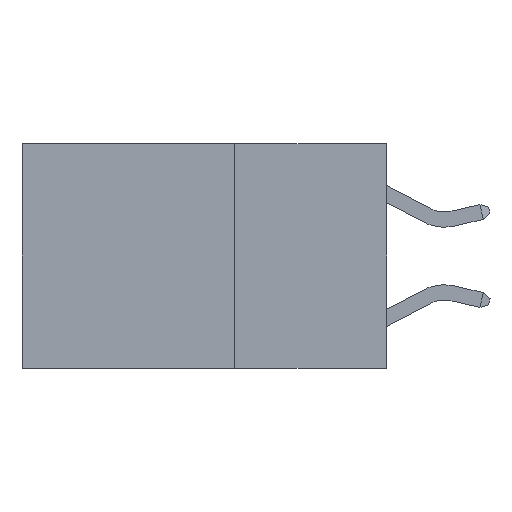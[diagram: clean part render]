
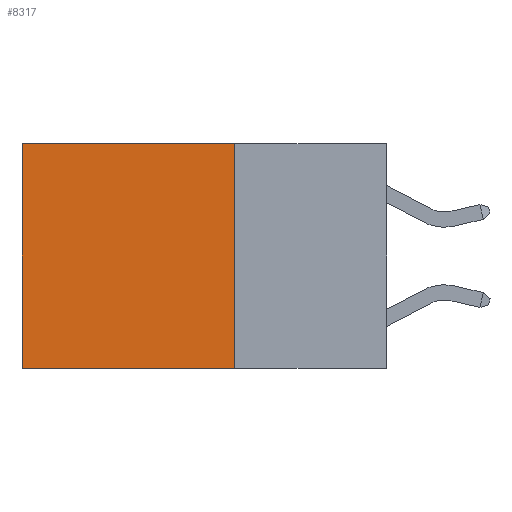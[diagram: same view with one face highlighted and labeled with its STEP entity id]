
A CAD part, left-side view. The second image highlights one B-rep face of the part: STEP entity #8317.
In plain terms, the highlighted planar face has unit normal (-1, 0, 0).
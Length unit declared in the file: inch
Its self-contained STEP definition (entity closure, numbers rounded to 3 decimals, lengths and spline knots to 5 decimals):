
#1036 = CARTESIAN_POINT ( 'NONE',  ( 0.2625, 0.25, -0.37 ) ) ;
#1589 = CARTESIAN_POINT ( 'NONE',  ( 0.2625, 0.6, 0. ) ) ;
#1697 = CARTESIAN_POINT ( 'NONE',  ( 0.2625, 0.6, -0.37 ) ) ;
#2632 = ORIENTED_EDGE ( 'NONE', *, *, #5238, .F. ) ;
#3156 = ORIENTED_EDGE ( 'NONE', *, *, #22024, .F. ) ;
#3941 = CARTESIAN_POINT ( 'NONE',  ( 0.2625, 0.25, 0. ) ) ;
#4437 = VECTOR ( 'NONE', #11891, 39.37008 ) ;
#5238 = EDGE_CURVE ( 'NONE', #13582, #15704, #10522, .T. ) ;
#5653 = CARTESIAN_POINT ( 'NONE',  ( 0.2625, 0.6, 0. ) ) ;
#6477 = CARTESIAN_POINT ( 'NONE',  ( 0.2625, 0.25, 0. ) ) ;
#7124 = EDGE_LOOP ( 'NONE', ( #24275, #3156, #2632, #21736 ) ) ;
#7136 = CARTESIAN_POINT ( 'NONE',  ( 0.2625, 0.25, 0. ) ) ;
#7553 = PLANE ( 'NONE',  #25532 ) ;
#7678 = DIRECTION ( 'NONE',  ( 0., 0., -1. ) ) ;
#7733 = FACE_OUTER_BOUND ( 'NONE', #7124, .T. ) ;
#8317 = ADVANCED_FACE ( 'NONE', ( #7733 ), #7553, .F. ) ;
#8685 = LINE ( 'NONE', #20762, #23752 ) ;
#9571 = DIRECTION ( 'NONE',  ( 1., 0., 0. ) ) ;
#9777 = LINE ( 'NONE', #3941, #4437 ) ;
#10522 = LINE ( 'NONE', #7136, #19773 ) ;
#11891 = DIRECTION ( 'NONE',  ( 0., 1., 0. ) ) ;
#12665 = EDGE_CURVE ( 'NONE', #18243, #21577, #24591, .T. ) ;
#13582 = VERTEX_POINT ( 'NONE', #6477 ) ;
#14204 = VECTOR ( 'NONE', #7678, 39.37008 ) ;
#15328 = EDGE_CURVE ( 'NONE', #13582, #18243, #9777, .T. ) ;
#15704 = VERTEX_POINT ( 'NONE', #1036 ) ;
#18243 = VERTEX_POINT ( 'NONE', #1589 ) ;
#19068 = DIRECTION ( 'NONE',  ( 0., 0., -1. ) ) ;
#19389 = CARTESIAN_POINT ( 'NONE',  ( 0.2625, 0.25, 0. ) ) ;
#19773 = VECTOR ( 'NONE', #19068, 39.37008 ) ;
#20762 = CARTESIAN_POINT ( 'NONE',  ( 0.2625, 0.25, -0.37 ) ) ;
#21577 = VERTEX_POINT ( 'NONE', #1697 ) ;
#21736 = ORIENTED_EDGE ( 'NONE', *, *, #15328, .T. ) ;
#22024 = EDGE_CURVE ( 'NONE', #15704, #21577, #8685, .T. ) ;
#22695 = DIRECTION ( 'NONE',  ( 0., 1., 0. ) ) ;
#23310 = DIRECTION ( 'NONE',  ( 0., 0., -1. ) ) ;
#23752 = VECTOR ( 'NONE', #22695, 39.37008 ) ;
#24275 = ORIENTED_EDGE ( 'NONE', *, *, #12665, .T. ) ;
#24591 = LINE ( 'NONE', #5653, #14204 ) ;
#25532 = AXIS2_PLACEMENT_3D ( 'NONE', #19389, #9571, #23310 ) ;
